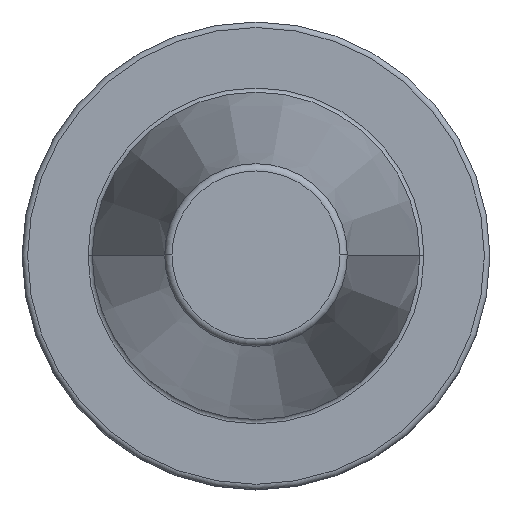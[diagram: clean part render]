
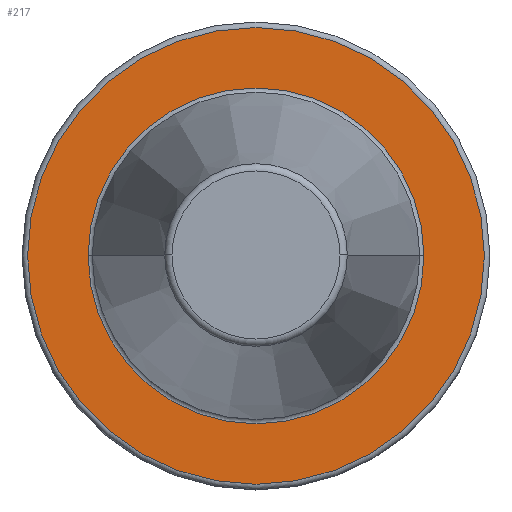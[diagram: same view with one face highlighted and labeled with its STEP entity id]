
A CAD part, top view. The second image highlights one B-rep face of the part: STEP entity #217.
In plain terms, the highlighted planar face has unit normal (0, 0, 1).
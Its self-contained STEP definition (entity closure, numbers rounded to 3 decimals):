
#217=ADVANCED_FACE('',(#290,#291),#271,.T.);
#271=PLANE('',#881);
#290=FACE_BOUND('',#300,.T.);
#291=FACE_BOUND('',#301,.T.);
#300=EDGE_LOOP('',(#359));
#301=EDGE_LOOP('',(#360,#361));
#359=ORIENTED_EDGE('',*,*,#666,.T.);
#360=ORIENTED_EDGE('',*,*,#667,.F.);
#361=ORIENTED_EDGE('',*,*,#668,.F.);
#595=VERTEX_POINT('',#1280);
#596=VERTEX_POINT('',#1282);
#597=VERTEX_POINT('',#1283);
#666=EDGE_CURVE('',#595,#595,#784,.T.);
#667=EDGE_CURVE('',#596,#597,#785,.T.);
#668=EDGE_CURVE('',#597,#596,#786,.T.);
#784=CIRCLE('',#878,31.);
#785=CIRCLE('',#879,22.79);
#786=CIRCLE('',#880,22.79);
#878=AXIS2_PLACEMENT_3D('',#1279,#1001,#1002);
#879=AXIS2_PLACEMENT_3D('',#1281,#1003,#1004);
#880=AXIS2_PLACEMENT_3D('',#1284,#1005,#1006);
#881=AXIS2_PLACEMENT_3D('',#1285,#1007,#1008);
#1001=DIRECTION('',(0.,0.,1.));
#1002=DIRECTION('',(1.,0.,0.));
#1003=DIRECTION('',(0.,0.,1.));
#1004=DIRECTION('',(1.,0.,0.));
#1005=DIRECTION('',(0.,0.,1.));
#1006=DIRECTION('',(1.,0.,0.));
#1007=DIRECTION('',(0.,0.,1.));
#1008=DIRECTION('',(-1.,0.,0.));
#1279=CARTESIAN_POINT('',(0.,0.,-3.2));
#1280=CARTESIAN_POINT('',(31.,0.,-3.2));
#1281=CARTESIAN_POINT('',(0.,0.,-3.2));
#1282=CARTESIAN_POINT('',(22.79,0.,-3.2));
#1283=CARTESIAN_POINT('',(-22.79,0.,-3.2));
#1284=CARTESIAN_POINT('',(0.,0.,-3.2));
#1285=CARTESIAN_POINT('',(0.,22.79,-3.2));
